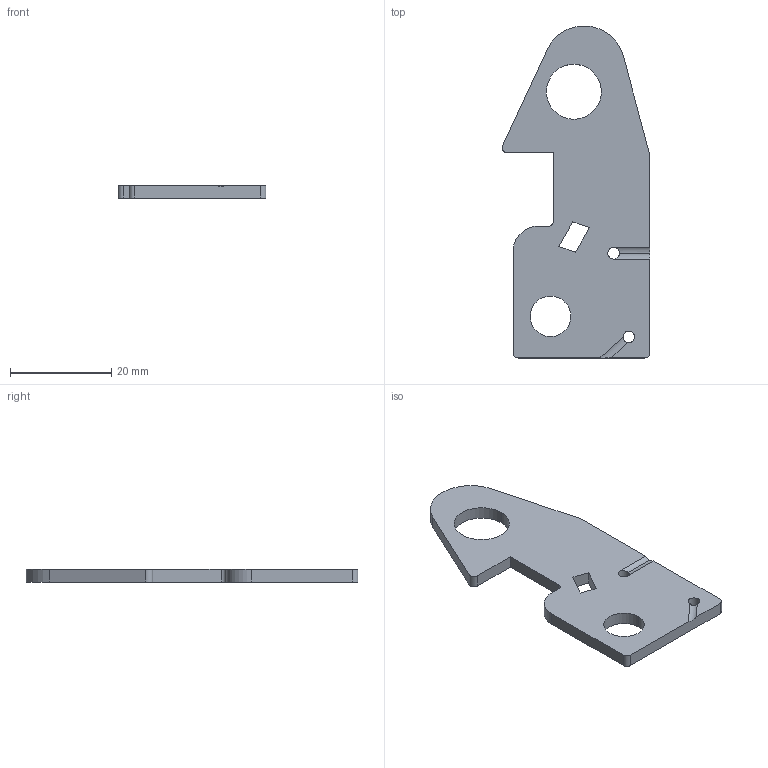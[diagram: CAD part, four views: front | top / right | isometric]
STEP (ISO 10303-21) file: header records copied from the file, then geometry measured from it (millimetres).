
FILE_DESCRIPTION (( 'STEP AP214' ), '1' );
FILE_NAME ('GECLIP.STEP', '2021-05-19T13:54:42', ( '' ), ( '' ), 'SwSTEP 2.0', 'SolidWorks 2017', '' );
FILE_SCHEMA (( 'AUTOMOTIVE_DESIGN' ));
Length unit declared in the file: millimetre
Products named in the file (1): GECLIP
Bounding box: 29.15 x 65.47 x 2.6 mm (x, y, z)
Volume: 3245.7 mm3; surface area: 3288.9 mm2
Topology: 1 solids, 1 shells, 39 faces, 117 edges, 77 vertices
Faces by surface type: plane 20, cylinder 19
Entity records: 1402 total; most frequent: CARTESIAN_POINT 264, ORIENTED_EDGE 234, DIRECTION 233, EDGE_CURVE 117, AXIS2_PLACEMENT_3D 80, VERTEX_POINT 77, LINE 73, VECTOR 73
